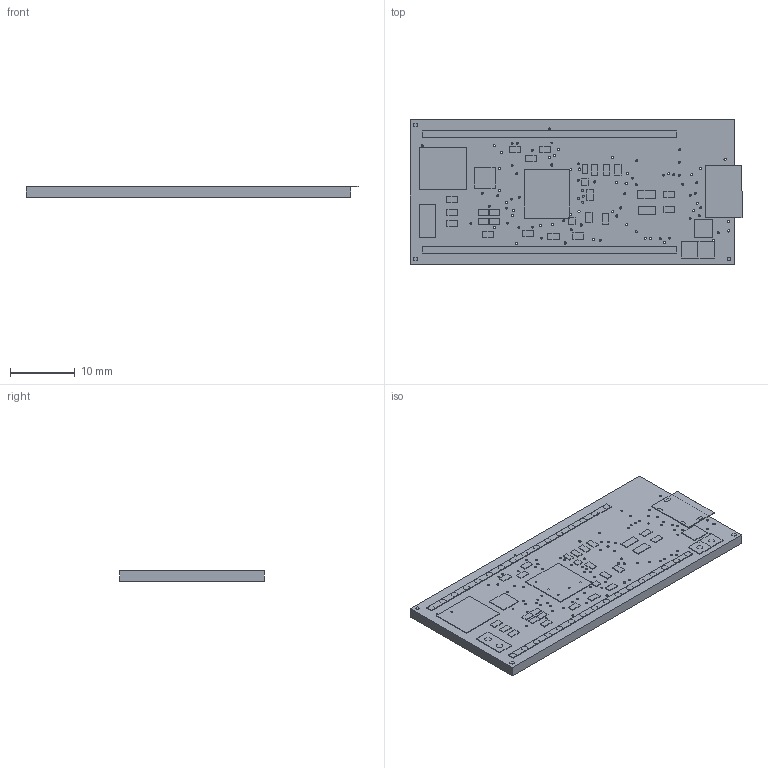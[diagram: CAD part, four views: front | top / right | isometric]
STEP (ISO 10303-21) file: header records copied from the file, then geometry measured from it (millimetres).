
FILE_DESCRIPTION(/* description */ (''),/* implementation_level */ '2;1');
FILE_NAME(/* name */ '99ca3b13-7c3e-49ae-9dac-687dfd339a3b.stp',/* time_stamp */ '2019-11-18T22:21:22+00:00',/* author */ (''),/* organization */ (''),/* preprocessor_version */ 'ST-DEVELOPER v18',/* originating_system */ 'Autodesk Translation Framework v8.12.0.6',/* authorisation */ '');
FILE_SCHEMA (('AUTOMOTIVE_DESIGN { 1 0 10303 214 3 1 1 }'));
Length unit declared in the file: millimetre
Products named in the file (22): 99ca3b13-7c3e-49ae-9dac-687dfd339a3b; PCB Component; Board; ICE40UP5K/3K-SG48; 2.2k; CDBU0130R; 0.1uF; N25Q032A13ESC40F-ND; ASM1117-3.3V; M161X16_NO_SILK; 0; LED-TRICOLOR; 77311-801-02LF; TP; FT232HQ; CSTCR 12MHz; 93LC56B; red; LED-0603; 1p-2.54; USB-MICROB; FIDUCIAL0.5MM
Assembly tree (59 placements, depth 3):
  99ca3b13-7c3e-49ae-9dac-687dfd339a3b
    PCB Component
      Board
      ICE40UP5K/3K-SG48
      2.2k  x12
      CDBU0130R
      0.1uF  x10
      N25Q032A13ESC40F-ND
      ASM1117-3.3V  x2
      M161X16_NO_SILK  x2
      0  x9
      LED-TRICOLOR
      77311-801-02LF
      TP  x2
      FT232HQ
      CSTCR 12MHz
      93LC56B
      red  x2
      LED-0603
      1p-2.54  x2
      USB-MICROB
      FIDUCIAL0.5MM  x6
Bounding box: 51.09 x 22.22 x 1.77 mm (x, y, z)
Volume: 1732.5 mm3; surface area: 3752.2 mm2
Topology: 58 solids, 58 shells, 498 faces, 1146 edges, 764 vertices
Faces by surface type: plane 348, cylinder 150
Full cylindrical faces by diameter (mm): 0.3 x1, 0.305 x70, 0.35 x27, 0.889 x2, 1.016 x34
Entity records: 10037 total; most frequent: DIRECTION 1692, CARTESIAN_POINT 1501, ORIENTED_EDGE 1380, EDGE_CURVE 690, AXIS2_PLACEMENT_3D 651, EDGE_LOOP 546, VERTEX_POINT 460, LINE 390
